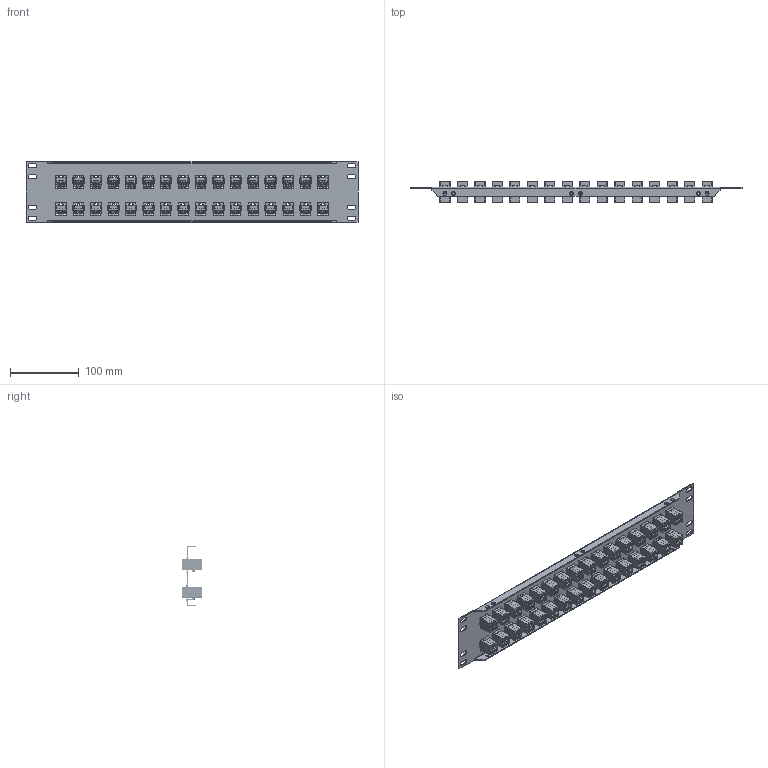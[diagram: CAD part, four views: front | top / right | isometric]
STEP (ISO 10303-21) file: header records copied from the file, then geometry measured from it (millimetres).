
FILE_DESCRIPTION (( 'STEP AP214' ), '1' );
FILE_NAME ('PR35C5E-32.STEP', '2014-01-30T20:45:32', ( 'L-Com' ), ( 'L-Com Global Connectivity' ), 'SwSTEP 2.0', 'SolidWorks 2012', '' );
FILE_SCHEMA (( 'AUTOMOTIVE_DESIGN' ));
Length unit declared in the file: inch
Products named in the file (3): TDG1026KC5 DC_no label; PR35UT568-MA1; PR35C5E-32
Assembly tree (33 placements, depth 2):
  PR35C5E-32
    PR35UT568-MA1
    TDG1026KC5 DC_no label  x32
Bounding box: 482.6 x 29.8 x 88.39 mm (x, y, z)
Volume: 229723.5 mm3; surface area: 214912.8 mm2
Topology: 33 solids, 33 shells, 10401 faces, 28750 edges, 19076 vertices
Faces by surface type: plane 6925, bspline 2920, cylinder 404, torus 128, cone 24
Entity records: 75006 total; most frequent: CARTESIAN_POINT 31489, ORIENTED_EDGE 7404, DIRECTION 4811, EDGE_CURVE 3702, LINE 2679, VECTOR 2679, VERTEX_POINT 2460, EDGE_LOOP 1590
